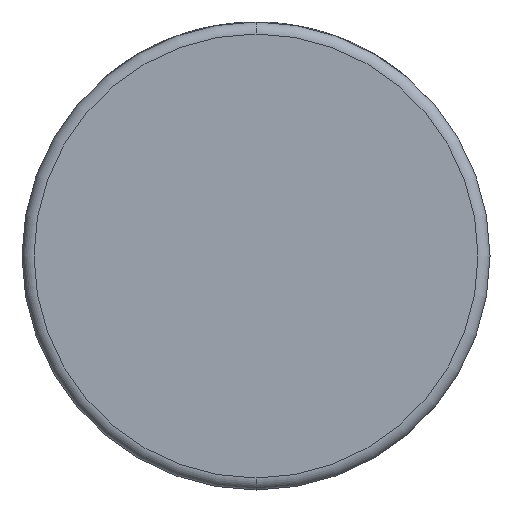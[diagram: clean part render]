
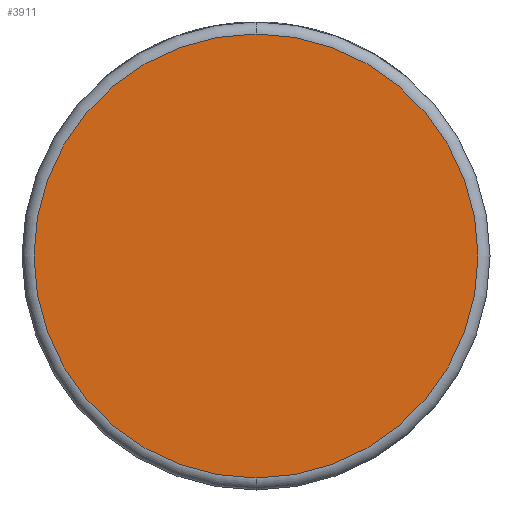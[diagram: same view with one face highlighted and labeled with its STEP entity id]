
A CAD part, front view. The second image highlights one B-rep face of the part: STEP entity #3911.
In plain terms, the highlighted planar face has unit normal (0, -1, 0).
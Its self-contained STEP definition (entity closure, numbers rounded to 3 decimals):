
#6 = PLANE ( 'NONE',  #630 ) ;
#128 = EDGE_CURVE ( 'NONE', #3031, #3391, #3868, .T. ) ;
#316 = CARTESIAN_POINT ( 'NONE',  ( 0., 0., 0. ) ) ;
#357 = DIRECTION ( 'NONE',  ( 0., 1., 0. ) ) ;
#361 = EDGE_CURVE ( 'NONE', #3391, #3031, #3461, .T. ) ;
#630 = AXIS2_PLACEMENT_3D ( 'NONE', #1570, #357, #837 ) ;
#837 = DIRECTION ( 'NONE',  ( 0., 0., 1. ) ) ;
#926 = DIRECTION ( 'NONE',  ( 0., -1., 0. ) ) ;
#1363 = CARTESIAN_POINT ( 'NONE',  ( 0., 0., 0. ) ) ;
#1570 = CARTESIAN_POINT ( 'NONE',  ( 0., 0., 0. ) ) ;
#1728 = FACE_OUTER_BOUND ( 'NONE', #4827, .T. ) ;
#2281 = ORIENTED_EDGE ( 'NONE', *, *, #361, .T. ) ;
#2438 = AXIS2_PLACEMENT_3D ( 'NONE', #1363, #926, #3336 ) ;
#2881 = CARTESIAN_POINT ( 'NONE',  ( 0., 0., 37. ) ) ;
#2993 = DIRECTION ( 'NONE',  ( 0., 0., 1. ) ) ;
#3031 = VERTEX_POINT ( 'NONE', #2881 ) ;
#3336 = DIRECTION ( 'NONE',  ( 0., 0., 1. ) ) ;
#3391 = VERTEX_POINT ( 'NONE', #5074 ) ;
#3461 = CIRCLE ( 'NONE', #2438, 37. ) ;
#3732 = ORIENTED_EDGE ( 'NONE', *, *, #128, .T. ) ;
#3868 = CIRCLE ( 'NONE', #4489, 37. ) ;
#3911 = ADVANCED_FACE ( 'NONE', ( #1728 ), #6, .F. ) ;
#4489 = AXIS2_PLACEMENT_3D ( 'NONE', #316, #4987, #2993 ) ;
#4827 = EDGE_LOOP ( 'NONE', ( #3732, #2281 ) ) ;
#4987 = DIRECTION ( 'NONE',  ( 0., -1., 0. ) ) ;
#5074 = CARTESIAN_POINT ( 'NONE',  ( 0., 0., -37. ) ) ;
